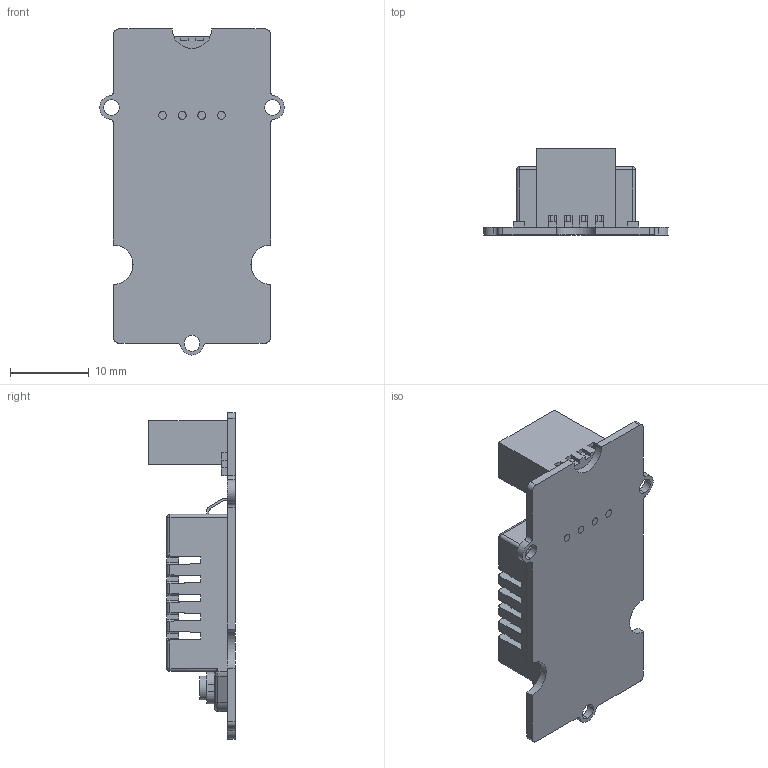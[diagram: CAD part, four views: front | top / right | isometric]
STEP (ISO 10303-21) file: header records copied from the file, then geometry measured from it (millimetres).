
FILE_DESCRIPTION (( 'STEP AP214' ), '1' );
FILE_NAME ('AM2302.STEP', '2020-04-21T03:45:59', ( '' ), ( '' ), 'SwSTEP 2.0', 'SolidWorks 2017', '' );
FILE_SCHEMA (( 'AUTOMOTIVE_DESIGN' ));
Length unit declared in the file: millimetre
Products named in the file (1): AM2302
Bounding box: 23.49 x 11 x 41.5 mm (x, y, z)
Volume: 2720.4 mm3; surface area: 4481.3 mm2
Topology: 18 solids, 18 shells, 517 faces, 1480 edges, 966 vertices
Faces by surface type: plane 328, cylinder 93, cone 86, torus 6, sphere 4
Entity records: 17249 total; most frequent: CARTESIAN_POINT 3196, ORIENTED_EDGE 2952, DIRECTION 2812, EDGE_CURVE 1476, VECTOR 1104, LINE 1104, VERTEX_POINT 966, AXIS2_PLACEMENT_3D 854
